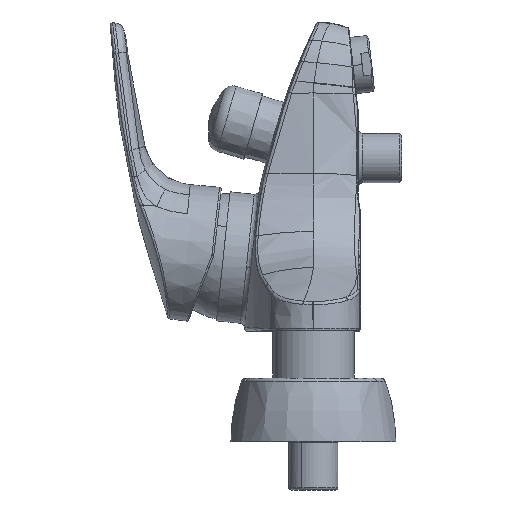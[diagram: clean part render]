
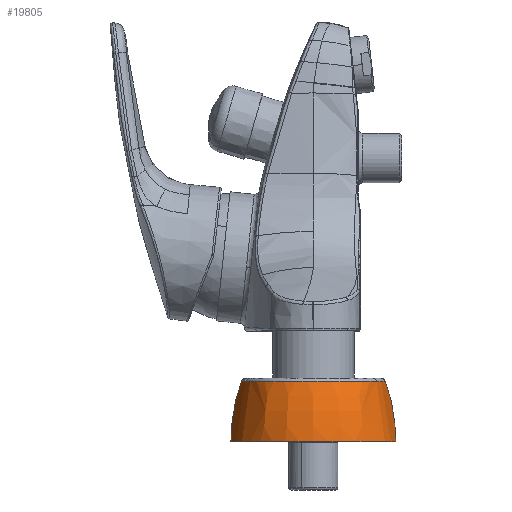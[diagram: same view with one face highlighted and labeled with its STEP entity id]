
A CAD part, left-side view. The second image highlights one B-rep face of the part: STEP entity #19805.
In plain terms, the highlighted free-form (B-spline) face has degree [4, 3] with [5, 4] control points.
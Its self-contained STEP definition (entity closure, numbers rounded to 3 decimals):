
#109 = CARTESIAN_POINT ( 'NONE',  ( -75., 35., -74.635 ) ) ;
#1256 = CARTESIAN_POINT ( 'NONE',  ( -89.619, -26.759, -48.954 ) ) ;
#1875 = DIRECTION ( 'NONE',  ( 0., -1., 0. ) ) ;
#1964 = CARTESIAN_POINT ( 'NONE',  ( -145., -35., -68.084 ) ) ;
#2391 = AXIS2_PLACEMENT_3D ( 'NONE', #26344, #14057, #1875 ) ;
#2965 = VERTEX_POINT ( 'NONE', #22894 ) ;
#3012 = CARTESIAN_POINT ( 'NONE',  ( -75., -35., -74.635 ) ) ;
#3845 = CARTESIAN_POINT ( 'NONE',  ( -75., 0., -48.954 ) ) ;
#3875 = CARTESIAN_POINT ( 'NONE',  ( -75., 30.492, -48.954 ) ) ;
#3910 = CARTESIAN_POINT ( 'NONE',  ( -75., -30.492, -48.954 ) ) ;
#3995 = CARTESIAN_POINT ( 'NONE',  ( -75., 35., -74.635 ) ) ;
#5039 = EDGE_LOOP ( 'NONE', ( #5052, #25216, #19539, #11620, #6175 ) ) ;
#5052 = ORIENTED_EDGE ( 'NONE', *, *, #15161, .T. ) ;
#5897 = DIRECTION ( 'NONE',  ( 0., -1., 0. ) ) ;
#5951 = CARTESIAN_POINT ( 'NONE',  ( -140.446, 32.723, -55.113 ) ) ;
#6038 = CARTESIAN_POINT ( 'NONE',  ( -145., -35., -74.635 ) ) ;
#6175 = ORIENTED_EDGE ( 'NONE', *, *, #19790, .T. ) ;
#7996 = CARTESIAN_POINT ( 'NONE',  ( -75., -32.723, -55.113 ) ) ;
#8955 = CARTESIAN_POINT ( 'NONE',  ( -75., -30.492, -48.954 ) ) ;
#9640 = CARTESIAN_POINT ( 'NONE',  ( -75., 0., -74.635 ) ) ;
#10052 = CARTESIAN_POINT ( 'NONE',  ( -143.482, 34.241, -61.532 ) ) ;
#11021 = CARTESIAN_POINT ( 'NONE',  ( -75., -35., -68.084 ) ) ;
#11620 = ORIENTED_EDGE ( 'NONE', *, *, #16206, .F. ) ;
#11689 = DIRECTION ( 'NONE',  ( 0., -1., 0. ) ) ;
#12104 = CARTESIAN_POINT ( 'NONE',  ( -75., -34.241, -61.532 ) ) ;
#12269 = CARTESIAN_POINT ( 'NONE',  ( -75., 30.492, -48.954 ) ) ;
#12328 = CARTESIAN_POINT ( 'NONE',  ( -75., 35., -68.084 ) ) ;
#12639 = CARTESIAN_POINT ( 'NONE',  ( -75., -30.492, -48.954 ) ) ;
#12715 = CARTESIAN_POINT ( 'NONE',  ( -75., -32.723, -55.113 ) ) ;
#12900 = CIRCLE ( 'NONE', #24737, 30.492 ) ;
#13766 = AXIS2_PLACEMENT_3D ( 'NONE', #9640, #23942, #11689 ) ;
#14057 = DIRECTION ( 'NONE',  ( 0., 0., -1. ) ) ;
#14140 = CARTESIAN_POINT ( 'NONE',  ( -145., 35., -68.084 ) ) ;
#14971 = EDGE_CURVE ( 'NONE', #16316, #2965, #18347, .T. ) ;
#15161 = EDGE_CURVE ( 'NONE', #19559, #17442, #12900, .T. ) ;
#16110 = CARTESIAN_POINT ( 'NONE',  ( -135.983, -30.492, -48.954 ) ) ;
#16201 = CARTESIAN_POINT ( 'NONE',  ( -75., -35., -68.084 ) ) ;
#16206 = EDGE_CURVE ( 'NONE', #23261, #16316, #26462, .T. ) ;
#16316 = VERTEX_POINT ( 'NONE', #3012 ) ;
#16333 = CARTESIAN_POINT ( 'NONE',  ( -75., 32.723, -55.113 ) ) ;
#17442 = VERTEX_POINT ( 'NONE', #12269 ) ;
#17942 = EDGE_CURVE ( 'NONE', #17442, #2965, #26448, .T. ) ;
#18123 = DIRECTION ( 'NONE',  ( 0., 0., -1. ) ) ;
#18183 = CARTESIAN_POINT ( 'NONE',  ( -75., 32.723, -55.113 ) ) ;
#18264 = CARTESIAN_POINT ( 'NONE',  ( -145., 35., -74.635 ) ) ;
#18347 = CIRCLE ( 'NONE', #13766, 35. ) ;
#19001 = CIRCLE ( 'NONE', #2391, 30.492 ) ;
#19539 = ORIENTED_EDGE ( 'NONE', *, *, #14971, .F. ) ;
#19559 = VERTEX_POINT ( 'NONE', #1256 ) ;
#19727 =( BOUNDED_SURFACE ( )  B_SPLINE_SURFACE ( 4, 3, ( 
 ( #24265, #22220, #16110, #3910 ),
 ( #18183, #5951, #20246, #7996 ),
 ( #22305, #10052, #24348, #12104 ),
 ( #26422, #14140, #1964, #16201 ),
 ( #3995, #18264, #6038, #20327 ) ),
 .UNSPECIFIED., .F., .F., .F. ) 
 B_SPLINE_SURFACE_WITH_KNOTS ( ( 5, 5 ),
 ( 4, 4 ),
 ( 210.663, 236.869 ),
 ( 0., 1. ),
 .UNSPECIFIED. ) 
 GEOMETRIC_REPRESENTATION_ITEM ( )  RATIONAL_B_SPLINE_SURFACE ( (
 ( 1., 0.333, 0.333, 1.),
 ( 1., 0.333, 0.333, 1.),
 ( 1., 0.333, 0.333, 1.),
 ( 1., 0.333, 0.333, 1.),
 ( 1., 0.333, 0.333, 1.) ) ) 
 REPRESENTATION_ITEM ( '' )  SURFACE ( )  );
#19790 = EDGE_CURVE ( 'NONE', #23261, #19559, #19001, .T. ) ;
#19805 = ADVANCED_FACE ( 'NONE', ( #23794 ), #19727, .T. ) ;
#20246 = CARTESIAN_POINT ( 'NONE',  ( -140.446, -32.723, -55.113 ) ) ;
#20327 = CARTESIAN_POINT ( 'NONE',  ( -75., -35., -74.635 ) ) ;
#22220 = CARTESIAN_POINT ( 'NONE',  ( -135.983, 30.492, -48.954 ) ) ;
#22305 = CARTESIAN_POINT ( 'NONE',  ( -75., 34.241, -61.532 ) ) ;
#22894 = CARTESIAN_POINT ( 'NONE',  ( -75., 35., -74.635 ) ) ;
#23261 = VERTEX_POINT ( 'NONE', #12639 ) ;
#23794 = FACE_OUTER_BOUND ( 'NONE', #5039, .T. ) ;
#23942 = DIRECTION ( 'NONE',  ( 0., 0., -1. ) ) ;
#24265 = CARTESIAN_POINT ( 'NONE',  ( -75., 30.492, -48.954 ) ) ;
#24348 = CARTESIAN_POINT ( 'NONE',  ( -143.482, -34.241, -61.532 ) ) ;
#24583 = CARTESIAN_POINT ( 'NONE',  ( -75., 34.241, -61.532 ) ) ;
#24737 = AXIS2_PLACEMENT_3D ( 'NONE', #3845, #18123, #5897 ) ;
#24967 = CARTESIAN_POINT ( 'NONE',  ( -75., -34.241, -61.532 ) ) ;
#25216 = ORIENTED_EDGE ( 'NONE', *, *, #17942, .T. ) ;
#25329 = CARTESIAN_POINT ( 'NONE',  ( -75., -35., -74.635 ) ) ;
#26344 = CARTESIAN_POINT ( 'NONE',  ( -75., 0., -48.954 ) ) ;
#26422 = CARTESIAN_POINT ( 'NONE',  ( -75., 35., -68.084 ) ) ;
#26448 = B_SPLINE_CURVE_WITH_KNOTS ( 'NONE', 4,
 ( #3875, #16333, #24583, #12328, #109 ),
 .UNSPECIFIED., .F., .F.,
 ( 5, 5 ),
 ( 210.663, 236.869 ),
 .UNSPECIFIED. ) ;
#26462 = B_SPLINE_CURVE_WITH_KNOTS ( 'NONE', 4,
 ( #8955, #12715, #24967, #11021, #25329 ),
 .UNSPECIFIED., .F., .F.,
 ( 5, 5 ),
 ( 210.663, 236.869 ),
 .UNSPECIFIED. ) ;
